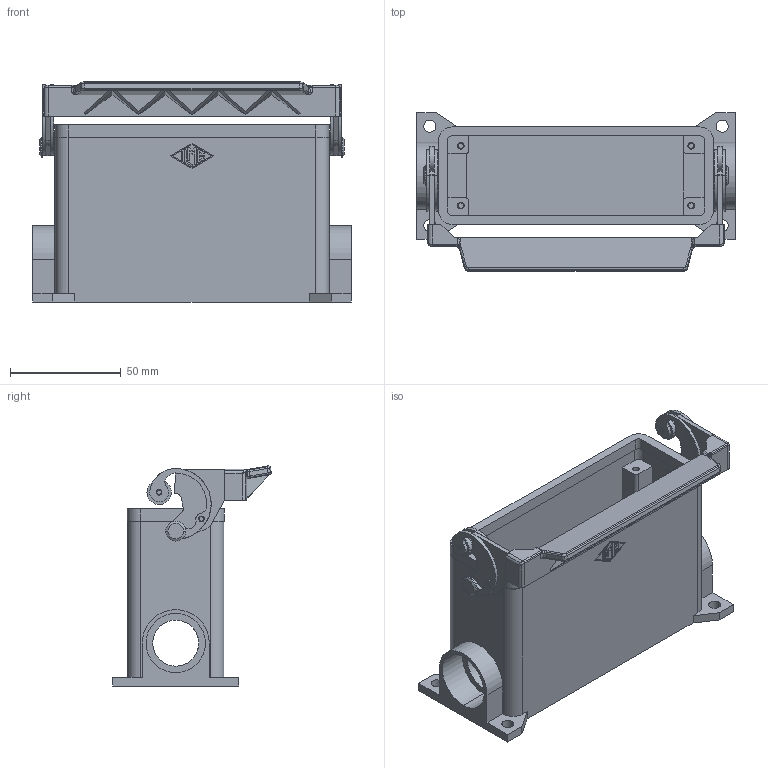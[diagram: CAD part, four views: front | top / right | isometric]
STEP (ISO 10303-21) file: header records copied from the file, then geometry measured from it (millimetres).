
FILE_DESCRIPTION((''),'2;1');
FILE_NAME('CMAP 16 L2.stp','2007-01-04T09:19:21',('gembarski'),(''),'Autodesk Inventor 7','Autodesk Inventor 7','');
FILE_SCHEMA(('AUTOMOTIVE_DESIGN { 1 0 10303 214 1 1 1 1 }'));
Length unit declared in the file: millimetre
Products named in the file (1): CMAP 16 L2
Bounding box: 144 x 71.7 x 99.42 mm (x, y, z)
Volume: 155514.2 mm3; surface area: 83315.5 mm2
Topology: 4 solids, 4 shells, 463 faces, 1236 edges, 806 vertices
Faces by surface type: plane 191, bspline 129, cylinder 123, torus 10, cone 6, sphere 4
Entity records: 17313 total; most frequent: CARTESIAN_POINT 5725, ORIENTED_EDGE 2460, DIRECTION 2386, EDGE_CURVE 1230, AXIS2_PLACEMENT_3D 841, VERTEX_POINT 806, VECTOR 704, LINE 704
